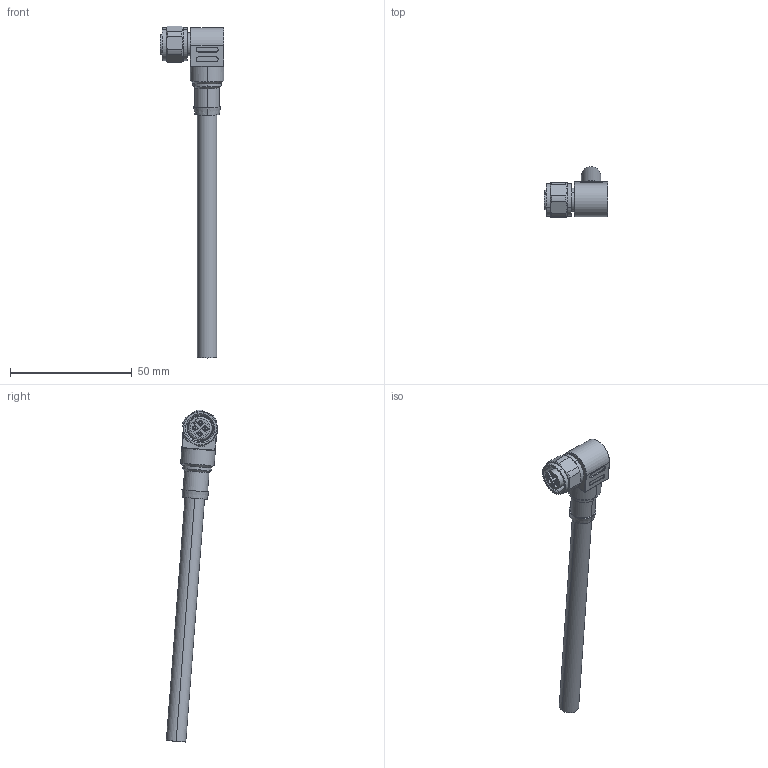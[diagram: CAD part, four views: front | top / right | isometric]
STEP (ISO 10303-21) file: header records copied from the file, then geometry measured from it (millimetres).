
FILE_DESCRIPTION((''),'2;1');
FILE_NAME('EWDLK4-M-P00_ASM','2019-03-27T',('xin.jin'),(''),'PRO/ENGINEER BY PARAMETRIC TECHNOLOGY CORPORATION, 2012060','PRO/ENGINEER BY PARAMETRIC TECHNOLOGY CORPORATION, 2012060','');
FILE_SCHEMA(('AUTOMOTIVE_DESIGN { 1 0 10303 214 1 1 1 1 }'));
Length unit declared in the file: millimetre
Products named in the file (1): EWDLK4-M-P00_ASM
Bounding box: 26.18 x 21.04 x 136.25 mm (x, y, z)
Volume: 11062.5 mm3; surface area: 6366.1 mm2
Topology: 1 solids, 6 shells, 368 faces, 1045 edges, 668 vertices
Faces by surface type: plane 200, cylinder 132, cone 28, torus 4, sphere 4
Entity records: 12282 total; most frequent: CARTESIAN_POINT 2312, DIRECTION 2146, ORIENTED_EDGE 2082, EDGE_CURVE 1041, AXIS2_PLACEMENT_3D 787, VERTEX_POINT 668, VECTOR 572, LINE 572
